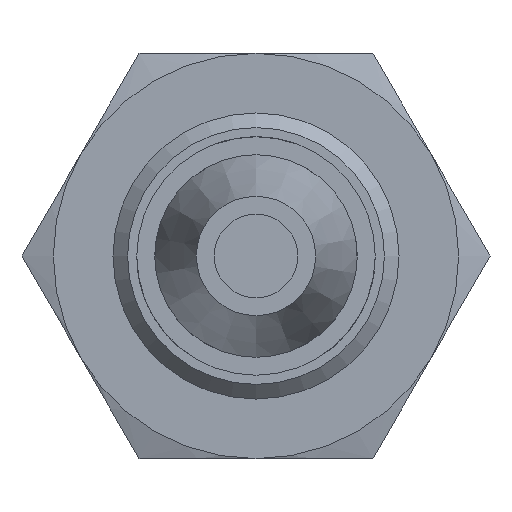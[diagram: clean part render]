
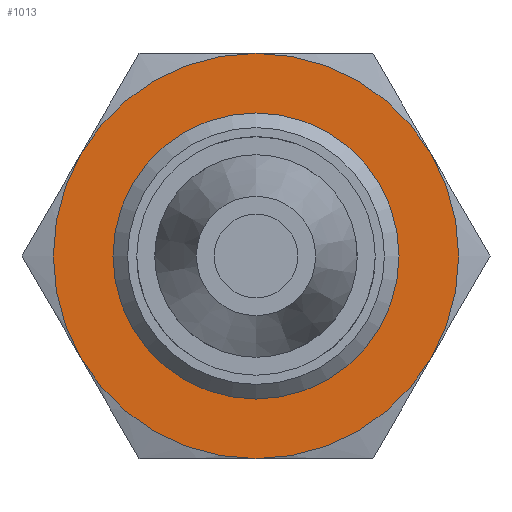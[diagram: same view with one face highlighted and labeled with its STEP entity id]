
A CAD part, left-side view. The second image highlights one B-rep face of the part: STEP entity #1013.
In plain terms, the highlighted planar face has unit normal (-1, 0, 0).
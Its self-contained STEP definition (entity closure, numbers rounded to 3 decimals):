
#52=PLANE('',#1121);
#195=ORIENTED_EDGE('',*,*,#441,.F.);
#196=ORIENTED_EDGE('',*,*,#443,.F.);
#197=ORIENTED_EDGE('',*,*,#446,.F.);
#198=ORIENTED_EDGE('',*,*,#452,.F.);
#199=ORIENTED_EDGE('',*,*,#436,.F.);
#200=ORIENTED_EDGE('',*,*,#437,.F.);
#201=ORIENTED_EDGE('',*,*,#449,.T.);
#436=EDGE_CURVE('',#567,#565,#654,.T.);
#437=EDGE_CURVE('',#568,#567,#655,.T.);
#441=EDGE_CURVE('',#571,#568,#656,.T.);
#443=EDGE_CURVE('',#572,#571,#657,.T.);
#446=EDGE_CURVE('',#574,#572,#658,.T.);
#449=EDGE_CURVE('',#576,#576,#659,.T.);
#452=EDGE_CURVE('',#565,#574,#662,.T.);
#565=VERTEX_POINT('',#1644);
#567=VERTEX_POINT('',#1650);
#568=VERTEX_POINT('',#1654);
#571=VERTEX_POINT('',#1670);
#572=VERTEX_POINT('',#1678);
#574=VERTEX_POINT('',#1690);
#576=VERTEX_POINT('',#1702);
#654=CIRCLE('',#1105,8.5);
#655=CIRCLE('',#1107,8.5);
#656=CIRCLE('',#1109,8.5);
#657=CIRCLE('',#1111,8.5);
#658=CIRCLE('',#1113,8.5);
#659=CIRCLE('',#1115,6.);
#662=CIRCLE('',#1122,8.5);
#738=EDGE_LOOP('',(#195,#196,#197,#198,#199,#200));
#739=EDGE_LOOP('',(#201));
#872=FACE_BOUND('',#738,.T.);
#873=FACE_BOUND('',#739,.T.);
#1013=ADVANCED_FACE('',(#872,#873),#52,.F.);
#1105=AXIS2_PLACEMENT_3D('',#1651,#1262,#1263);
#1107=AXIS2_PLACEMENT_3D('',#1653,#1266,#1267);
#1109=AXIS2_PLACEMENT_3D('',#1671,#1270,#1271);
#1111=AXIS2_PLACEMENT_3D('',#1677,#1274,#1275);
#1113=AXIS2_PLACEMENT_3D('',#1689,#1278,#1279);
#1115=AXIS2_PLACEMENT_3D('',#1701,#1282,#1283);
#1121=AXIS2_PLACEMENT_3D('',#1710,#1294,#1295);
#1122=AXIS2_PLACEMENT_3D('',#1711,#1296,#1297);
#1262=DIRECTION('',(1.,0.,0.));
#1263=DIRECTION('',(0.,0.,-1.));
#1266=DIRECTION('',(1.,0.,0.));
#1267=DIRECTION('',(0.,0.,-1.));
#1270=DIRECTION('',(1.,0.,0.));
#1271=DIRECTION('',(0.,0.,-1.));
#1274=DIRECTION('',(1.,0.,0.));
#1275=DIRECTION('',(0.,0.,-1.));
#1278=DIRECTION('',(1.,0.,0.));
#1279=DIRECTION('',(0.,0.,-1.));
#1282=DIRECTION('',(1.,0.,0.));
#1283=DIRECTION('',(0.,0.,-1.));
#1294=DIRECTION('',(1.,0.,0.));
#1295=DIRECTION('',(0.,0.,-1.));
#1296=DIRECTION('',(1.,0.,0.));
#1297=DIRECTION('',(0.,0.,-1.));
#1644=CARTESIAN_POINT('',(13.78,-7.361,4.25));
#1650=CARTESIAN_POINT('',(13.78,0.,8.5));
#1651=CARTESIAN_POINT('',(13.78,0.,0.));
#1653=CARTESIAN_POINT('',(13.78,0.,0.));
#1654=CARTESIAN_POINT('',(13.78,7.361,4.25));
#1670=CARTESIAN_POINT('',(13.78,7.361,-4.25));
#1671=CARTESIAN_POINT('',(13.78,0.,0.));
#1677=CARTESIAN_POINT('',(13.78,0.,0.));
#1678=CARTESIAN_POINT('',(13.78,0.,-8.5));
#1689=CARTESIAN_POINT('',(13.78,0.,0.));
#1690=CARTESIAN_POINT('',(13.78,-7.361,-4.25));
#1701=CARTESIAN_POINT('',(13.78,0.,0.));
#1702=CARTESIAN_POINT('',(13.78,0.,-6.));
#1710=CARTESIAN_POINT('',(13.78,0.,0.));
#1711=CARTESIAN_POINT('',(13.78,0.,0.));
